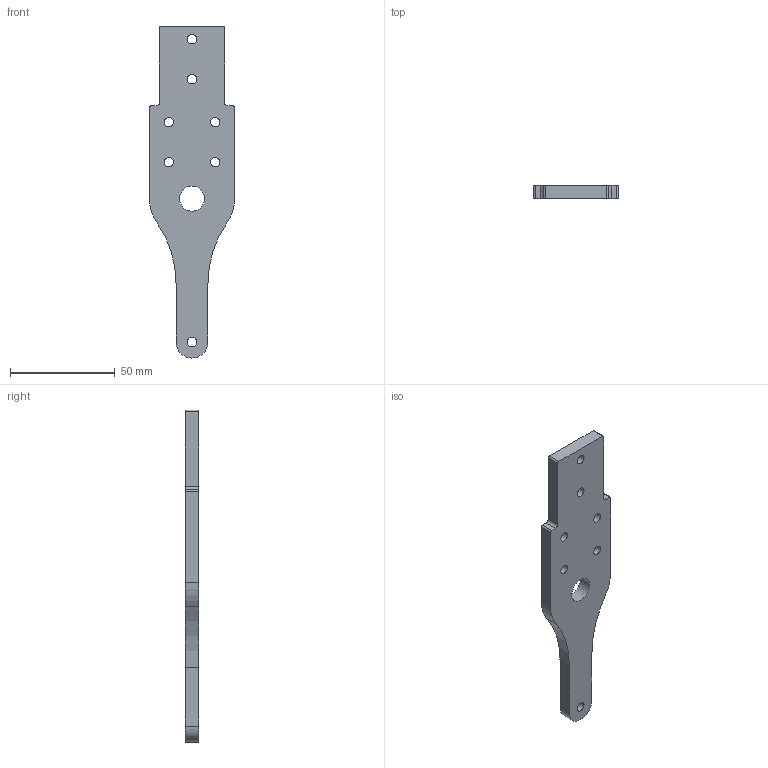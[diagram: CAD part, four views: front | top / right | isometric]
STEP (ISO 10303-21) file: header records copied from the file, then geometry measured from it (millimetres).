
FILE_DESCRIPTION(/* description */ ('MID PLATE'),/* implementation_level */ '2;1');
FILE_NAME(/* name */ 'OH3A3-109_MID PLATE_-_V50.step',/* time_stamp */ '2023-06-02T19:27:02-05:00',/* author */ (''),/* organization */ (''),/* preprocessor_version */ 'ST-DEVELOPER v19.2',/* originating_system */ 'Autodesk Translation Framework v12.4.0.73',/* authorisation */ '');
FILE_SCHEMA (('AUTOMOTIVE_DESIGN { 1 0 10303 214 3 1 1 }'));
Length unit declared in the file: millimetre
Products named in the file (1): OH3A3-109
Bounding box: 40.64 x 6.35 x 158.75 mm (x, y, z)
Volume: 27559.5 mm3; surface area: 11892.8 mm2
Topology: 1 solids, 1 shells, 30 faces, 84 edges, 56 vertices
Faces by surface type: cylinder 19, plane 11
Full cylindrical faces by diameter (mm): 4.496 x3, 4.5 x4, 12 x1
Entity records: 1058 total; most frequent: DIRECTION 184, CARTESIAN_POINT 171, ORIENTED_EDGE 168, EDGE_CURVE 84, AXIS2_PLACEMENT_3D 69, VERTEX_POINT 56, EDGE_LOOP 46, LINE 46
